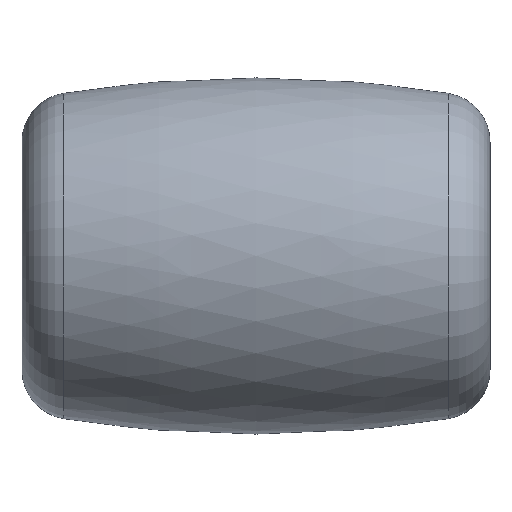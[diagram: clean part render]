
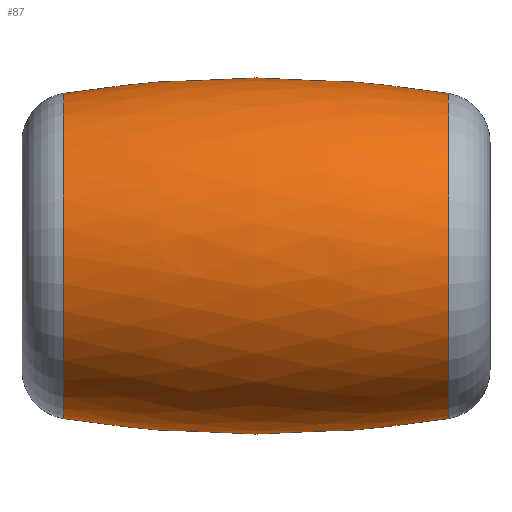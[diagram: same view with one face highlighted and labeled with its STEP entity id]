
A CAD part, top view. The second image highlights one B-rep face of the part: STEP entity #87.
In plain terms, the highlighted free-form (B-spline) face has degree [2, 2] with [3, 9] control points.
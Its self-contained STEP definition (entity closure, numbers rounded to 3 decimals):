
#25=FACE_OUTER_BOUND('',#31,.T.);
#31=EDGE_LOOP('',(#68,#69,#70,#71,#72,#73));
#42=(
BOUNDED_CURVE()
B_SPLINE_CURVE(2,(#168,#169,#170),.UNSPECIFIED.,.F.,.F.)
B_SPLINE_CURVE_WITH_KNOTS((3,3),(-0.16,0.16),
 .UNSPECIFIED.)
CURVE()
GEOMETRIC_REPRESENTATION_ITEM()
RATIONAL_B_SPLINE_CURVE((1.,0.987,1.))
REPRESENTATION_ITEM('')
);
#43=CIRCLE('',#95,6.602);
#44=CIRCLE('',#96,6.602);
#45=CIRCLE('',#97,6.602);
#46=CIRCLE('',#98,6.602);
#51=VERTEX_POINT('',#164);
#52=VERTEX_POINT('',#165);
#53=VERTEX_POINT('',#167);
#54=VERTEX_POINT('',#171);
#59=EDGE_CURVE('',#51,#52,#43,.T.);
#60=EDGE_CURVE('',#52,#53,#42,.T.);
#61=EDGE_CURVE('',#54,#53,#44,.T.);
#62=EDGE_CURVE('',#53,#54,#45,.T.);
#63=EDGE_CURVE('',#52,#51,#46,.T.);
#68=ORIENTED_EDGE('',*,*,#59,.T.);
#69=ORIENTED_EDGE('',*,*,#60,.T.);
#70=ORIENTED_EDGE('',*,*,#61,.F.);
#71=ORIENTED_EDGE('',*,*,#62,.F.);
#72=ORIENTED_EDGE('',*,*,#60,.F.);
#73=ORIENTED_EDGE('',*,*,#63,.T.);
#86=(
BOUNDED_SURFACE()
B_SPLINE_SURFACE(2,2,((#137,#138,#139,#140,#141,#142,#143,#144,#145),(#146,
#147,#148,#149,#150,#151,#152,#153,#154),(#155,#156,#157,#158,#159,#160,
#161,#162,#163)),.UNSPECIFIED.,.F.,.T.,.F.)
B_SPLINE_SURFACE_WITH_KNOTS((3,3),(3,2,2,2,3),(-0.16,0.16),
(-3.142,-1.571,0.,1.571,3.142),
 .UNSPECIFIED.)
GEOMETRIC_REPRESENTATION_ITEM()
RATIONAL_B_SPLINE_SURFACE(((1.,0.707,1.,0.707,1.,
0.707,1.,0.707,1.),(0.987,0.698,
0.987,0.698,0.987,0.698,
0.987,0.698,0.987),(1.,0.707,
1.,0.707,1.,0.707,1.,0.707,1.)))
REPRESENTATION_ITEM('')
SURFACE()
);
#87=ADVANCED_FACE('',(#25),#86,.F.);
#95=AXIS2_PLACEMENT_3D('',#166,#110,#111);
#96=AXIS2_PLACEMENT_3D('',#172,#112,#113);
#97=AXIS2_PLACEMENT_3D('',#173,#114,#115);
#98=AXIS2_PLACEMENT_3D('',#174,#116,#117);
#110=DIRECTION('center_axis',(-1.,0.,0.));
#111=DIRECTION('ref_axis',(0.,1.,0.));
#112=DIRECTION('center_axis',(-1.,0.,0.));
#113=DIRECTION('ref_axis',(0.,1.,0.));
#114=DIRECTION('center_axis',(-1.,0.,0.));
#115=DIRECTION('ref_axis',(0.,1.,0.));
#116=DIRECTION('center_axis',(-1.,0.,0.));
#117=DIRECTION('ref_axis',(0.,1.,0.));
#137=CARTESIAN_POINT('Ctrl Pts',(7.819,0.,
-6.602));
#138=CARTESIAN_POINT('Ctrl Pts',(7.819,-6.602,-6.602));
#139=CARTESIAN_POINT('Ctrl Pts',(7.819,-6.602,0.));
#140=CARTESIAN_POINT('Ctrl Pts',(7.819,-6.602,6.602));
#141=CARTESIAN_POINT('Ctrl Pts',(7.819,0.,
6.602));
#142=CARTESIAN_POINT('Ctrl Pts',(7.819,6.602,6.602));
#143=CARTESIAN_POINT('Ctrl Pts',(7.819,6.602,0.));
#144=CARTESIAN_POINT('Ctrl Pts',(7.819,6.602,-6.602));
#145=CARTESIAN_POINT('Ctrl Pts',(7.819,0.,
-6.602));
#146=CARTESIAN_POINT('Ctrl Pts',(0.,0.,
-7.866));
#147=CARTESIAN_POINT('Ctrl Pts',(0.,-7.866,
-7.866));
#148=CARTESIAN_POINT('Ctrl Pts',(0.,-7.866,
0.));
#149=CARTESIAN_POINT('Ctrl Pts',(0.,-7.866,
7.866));
#150=CARTESIAN_POINT('Ctrl Pts',(0.,0.,
7.866));
#151=CARTESIAN_POINT('Ctrl Pts',(0.,7.866,
7.866));
#152=CARTESIAN_POINT('Ctrl Pts',(0.,7.866,
0.));
#153=CARTESIAN_POINT('Ctrl Pts',(0.,7.866,
-7.866));
#154=CARTESIAN_POINT('Ctrl Pts',(0.,0.,
-7.866));
#155=CARTESIAN_POINT('Ctrl Pts',(-7.819,0.,
-6.602));
#156=CARTESIAN_POINT('Ctrl Pts',(-7.819,-6.602,-6.602));
#157=CARTESIAN_POINT('Ctrl Pts',(-7.819,-6.602,0.));
#158=CARTESIAN_POINT('Ctrl Pts',(-7.819,-6.602,6.602));
#159=CARTESIAN_POINT('Ctrl Pts',(-7.819,0.,
6.602));
#160=CARTESIAN_POINT('Ctrl Pts',(-7.819,6.602,6.602));
#161=CARTESIAN_POINT('Ctrl Pts',(-7.819,6.602,0.));
#162=CARTESIAN_POINT('Ctrl Pts',(-7.819,6.602,-6.602));
#163=CARTESIAN_POINT('Ctrl Pts',(-7.819,0.,
-6.602));
#164=CARTESIAN_POINT('',(7.819,-6.602,0.));
#165=CARTESIAN_POINT('',(7.819,0.,-6.602));
#166=CARTESIAN_POINT('Origin',(7.819,0.,0.));
#167=CARTESIAN_POINT('',(-7.819,0.,-6.602));
#168=CARTESIAN_POINT('Ctrl Pts',(7.819,0.,
-6.602));
#169=CARTESIAN_POINT('Ctrl Pts',(0.,0.,
-7.866));
#170=CARTESIAN_POINT('Ctrl Pts',(-7.819,0.,
-6.602));
#171=CARTESIAN_POINT('',(-7.819,-6.602,0.));
#172=CARTESIAN_POINT('Origin',(-7.819,0.,0.));
#173=CARTESIAN_POINT('Origin',(-7.819,0.,0.));
#174=CARTESIAN_POINT('Origin',(7.819,0.,0.));
